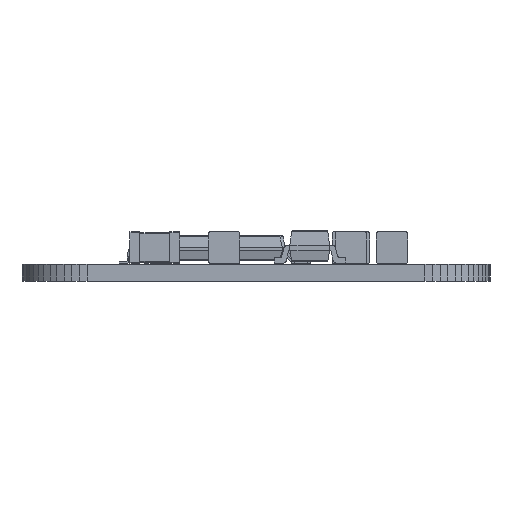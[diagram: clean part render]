
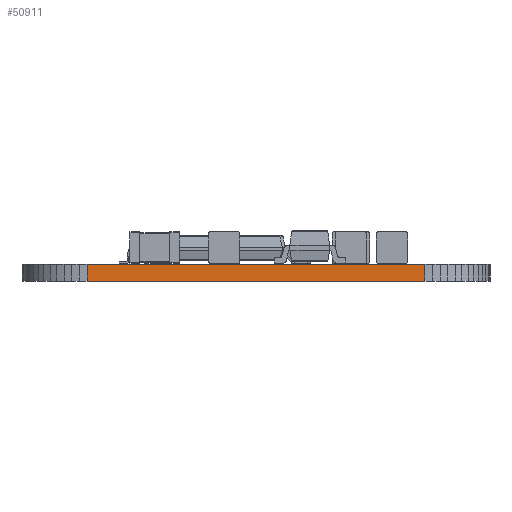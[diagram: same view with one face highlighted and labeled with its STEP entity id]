
A CAD part, front view. The second image highlights one B-rep face of the part: STEP entity #50911.
In plain terms, the highlighted planar face has unit normal (0, -1, 0).
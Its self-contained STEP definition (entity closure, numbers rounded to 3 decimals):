
#44590 = PLANE('',#44591);
#44591 = AXIS2_PLACEMENT_3D('',#44592,#44593,#44594);
#44592 = CARTESIAN_POINT('',(7.62,-19.05,0.68));
#44593 = DIRECTION('',(-0.,-0.,-1.));
#44594 = DIRECTION('',(-1.,0.,0.));
#44644 = PLANE('',#44645);
#44645 = AXIS2_PLACEMENT_3D('',#44646,#44647,#44648);
#44646 = CARTESIAN_POINT('',(7.62,-19.05,0.));
#44647 = DIRECTION('',(-0.,-0.,-1.));
#44648 = DIRECTION('',(-1.,0.,0.));
#45453 = VERTEX_POINT('',#45454);
#45454 = CARTESIAN_POINT('',(14.404,-40.714,0.));
#45468 = PLANE('',#45469);
#45469 = AXIS2_PLACEMENT_3D('',#45470,#45471,#45472);
#45470 = CARTESIAN_POINT('',(14.719,-40.695,0.));
#45471 = DIRECTION('',(0.06,-0.998,0.));
#45472 = DIRECTION('',(-0.998,-0.06,0.));
#45480 = EDGE_CURVE('',#45453,#45481,#45483,.T.);
#45481 = VERTEX_POINT('',#45482);
#45482 = CARTESIAN_POINT('',(0.836,-40.714,0.));
#45483 = SURFACE_CURVE('',#45484,(#45488,#45495),.PCURVE_S1.);
#45484 = LINE('',#45485,#45486);
#45485 = CARTESIAN_POINT('',(14.404,-40.714,0.));
#45486 = VECTOR('',#45487,1.);
#45487 = DIRECTION('',(-1.,0.,0.));
#45488 = PCURVE('',#44644,#45489);
#45489 = DEFINITIONAL_REPRESENTATION('',(#45490),#45494);
#45490 = LINE('',#45491,#45492);
#45491 = CARTESIAN_POINT('',(-6.784,-21.664));
#45492 = VECTOR('',#45493,1.);
#45493 = DIRECTION('',(1.,0.));
#45494 = ( GEOMETRIC_REPRESENTATION_CONTEXT(2) 
PARAMETRIC_REPRESENTATION_CONTEXT() REPRESENTATION_CONTEXT('2D SPACE',''
  ) );
#45495 = PCURVE('',#45496,#45501);
#45496 = PLANE('',#45497);
#45497 = AXIS2_PLACEMENT_3D('',#45498,#45499,#45500);
#45498 = CARTESIAN_POINT('',(14.404,-40.714,0.));
#45499 = DIRECTION('',(0.,-1.,0.));
#45500 = DIRECTION('',(-1.,0.,0.));
#45501 = DEFINITIONAL_REPRESENTATION('',(#45502),#45506);
#45502 = LINE('',#45503,#45504);
#45503 = CARTESIAN_POINT('',(0.,0.));
#45504 = VECTOR('',#45505,1.);
#45505 = DIRECTION('',(1.,0.));
#45506 = ( GEOMETRIC_REPRESENTATION_CONTEXT(2) 
PARAMETRIC_REPRESENTATION_CONTEXT() REPRESENTATION_CONTEXT('2D SPACE',''
  ) );
#45524 = PLANE('',#45525);
#45525 = AXIS2_PLACEMENT_3D('',#45526,#45527,#45528);
#45526 = CARTESIAN_POINT('',(0.836,-40.714,0.));
#45527 = DIRECTION('',(-0.06,-0.998,0.));
#45528 = DIRECTION('',(-0.998,0.06,0.));
#47941 = VERTEX_POINT('',#47942);
#47942 = CARTESIAN_POINT('',(14.404,-40.714,0.68));
#47963 = EDGE_CURVE('',#47941,#47964,#47966,.T.);
#47964 = VERTEX_POINT('',#47965);
#47965 = CARTESIAN_POINT('',(0.836,-40.714,0.68));
#47966 = SURFACE_CURVE('',#47967,(#47971,#47978),.PCURVE_S1.);
#47967 = LINE('',#47968,#47969);
#47968 = CARTESIAN_POINT('',(14.404,-40.714,0.68));
#47969 = VECTOR('',#47970,1.);
#47970 = DIRECTION('',(-1.,0.,0.));
#47971 = PCURVE('',#44590,#47972);
#47972 = DEFINITIONAL_REPRESENTATION('',(#47973),#47977);
#47973 = LINE('',#47974,#47975);
#47974 = CARTESIAN_POINT('',(-6.784,-21.664));
#47975 = VECTOR('',#47976,1.);
#47976 = DIRECTION('',(1.,0.));
#47977 = ( GEOMETRIC_REPRESENTATION_CONTEXT(2) 
PARAMETRIC_REPRESENTATION_CONTEXT() REPRESENTATION_CONTEXT('2D SPACE',''
  ) );
#47978 = PCURVE('',#45496,#47979);
#47979 = DEFINITIONAL_REPRESENTATION('',(#47980),#47984);
#47980 = LINE('',#47981,#47982);
#47981 = CARTESIAN_POINT('',(0.,-0.68));
#47982 = VECTOR('',#47983,1.);
#47983 = DIRECTION('',(1.,0.));
#47984 = ( GEOMETRIC_REPRESENTATION_CONTEXT(2) 
PARAMETRIC_REPRESENTATION_CONTEXT() REPRESENTATION_CONTEXT('2D SPACE',''
  ) );
#50863 = EDGE_CURVE('',#45453,#47941,#50864,.T.);
#50864 = SURFACE_CURVE('',#50865,(#50869,#50876),.PCURVE_S1.);
#50865 = LINE('',#50866,#50867);
#50866 = CARTESIAN_POINT('',(14.404,-40.714,0.));
#50867 = VECTOR('',#50868,1.);
#50868 = DIRECTION('',(0.,0.,1.));
#50869 = PCURVE('',#45468,#50870);
#50870 = DEFINITIONAL_REPRESENTATION('',(#50871),#50875);
#50871 = LINE('',#50872,#50873);
#50872 = CARTESIAN_POINT('',(0.316,0.));
#50873 = VECTOR('',#50874,1.);
#50874 = DIRECTION('',(0.,-1.));
#50875 = ( GEOMETRIC_REPRESENTATION_CONTEXT(2) 
PARAMETRIC_REPRESENTATION_CONTEXT() REPRESENTATION_CONTEXT('2D SPACE',''
  ) );
#50876 = PCURVE('',#45496,#50877);
#50877 = DEFINITIONAL_REPRESENTATION('',(#50878),#50882);
#50878 = LINE('',#50879,#50880);
#50879 = CARTESIAN_POINT('',(0.,0.));
#50880 = VECTOR('',#50881,1.);
#50881 = DIRECTION('',(0.,-1.));
#50882 = ( GEOMETRIC_REPRESENTATION_CONTEXT(2) 
PARAMETRIC_REPRESENTATION_CONTEXT() REPRESENTATION_CONTEXT('2D SPACE',''
  ) );
#50911 = ADVANCED_FACE('',(#50912),#45496,.T.);
#50912 = FACE_BOUND('',#50913,.T.);
#50913 = EDGE_LOOP('',(#50914,#50915,#50916,#50937));
#50914 = ORIENTED_EDGE('',*,*,#50863,.T.);
#50915 = ORIENTED_EDGE('',*,*,#47963,.T.);
#50916 = ORIENTED_EDGE('',*,*,#50917,.F.);
#50917 = EDGE_CURVE('',#45481,#47964,#50918,.T.);
#50918 = SURFACE_CURVE('',#50919,(#50923,#50930),.PCURVE_S1.);
#50919 = LINE('',#50920,#50921);
#50920 = CARTESIAN_POINT('',(0.836,-40.714,0.));
#50921 = VECTOR('',#50922,1.);
#50922 = DIRECTION('',(0.,0.,1.));
#50923 = PCURVE('',#45496,#50924);
#50924 = DEFINITIONAL_REPRESENTATION('',(#50925),#50929);
#50925 = LINE('',#50926,#50927);
#50926 = CARTESIAN_POINT('',(13.569,0.));
#50927 = VECTOR('',#50928,1.);
#50928 = DIRECTION('',(0.,-1.));
#50929 = ( GEOMETRIC_REPRESENTATION_CONTEXT(2) 
PARAMETRIC_REPRESENTATION_CONTEXT() REPRESENTATION_CONTEXT('2D SPACE',''
  ) );
#50930 = PCURVE('',#45524,#50931);
#50931 = DEFINITIONAL_REPRESENTATION('',(#50932),#50936);
#50932 = LINE('',#50933,#50934);
#50933 = CARTESIAN_POINT('',(0.,0.));
#50934 = VECTOR('',#50935,1.);
#50935 = DIRECTION('',(0.,-1.));
#50936 = ( GEOMETRIC_REPRESENTATION_CONTEXT(2) 
PARAMETRIC_REPRESENTATION_CONTEXT() REPRESENTATION_CONTEXT('2D SPACE',''
  ) );
#50937 = ORIENTED_EDGE('',*,*,#45480,.F.);
